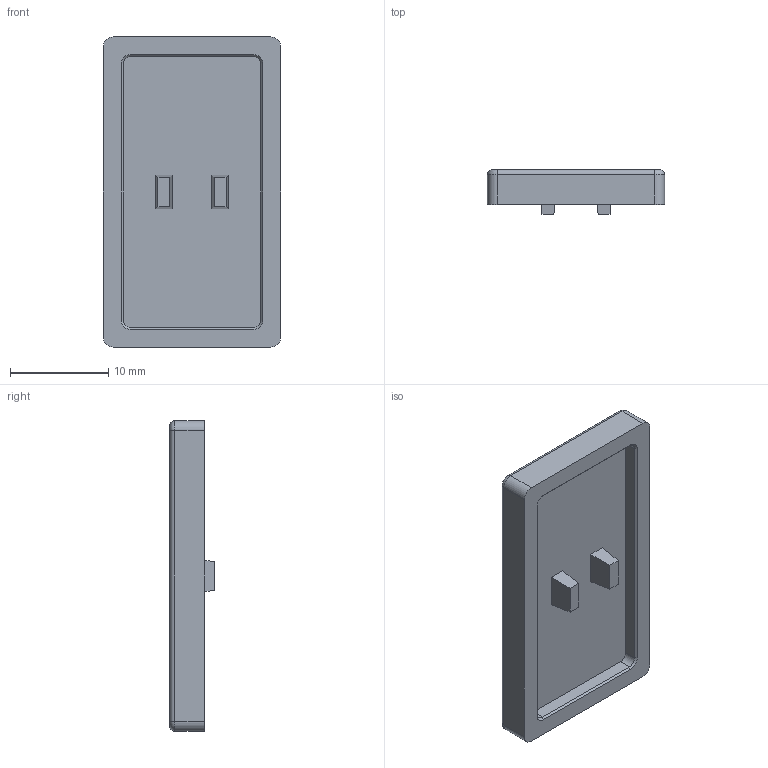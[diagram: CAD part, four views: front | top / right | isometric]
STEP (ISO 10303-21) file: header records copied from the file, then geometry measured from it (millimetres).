
FILE_DESCRIPTION (( 'STEP AP203' ), '1' );
FILE_NAME ('1x1.75.STEP', '2020-03-24T16:24:10', ( '' ), ( '' ), 'SwSTEP 2.0', 'SolidWorks 2018', '' );
FILE_SCHEMA (( 'CONFIG_CONTROL_DESIGN' ));
Length unit declared in the file: millimetre
Products named in the file (1): 1x1.75
Bounding box: 18 x 4.5 x 31.5 mm (x, y, z)
Volume: 1300.1 mm3; surface area: 1608.2 mm2
Topology: 1 solids, 1 shells, 56 faces, 142 edges, 92 vertices
Faces by surface type: plane 26, cylinder 12, bspline 10, torus 4, cone 4
Entity records: 2981 total; most frequent: CARTESIAN_POINT 1605, ORIENTED_EDGE 284, DIRECTION 250, EDGE_CURVE 142, VERTEX_POINT 92, AXIS2_PLACEMENT_3D 89, VECTOR 72, LINE 72
